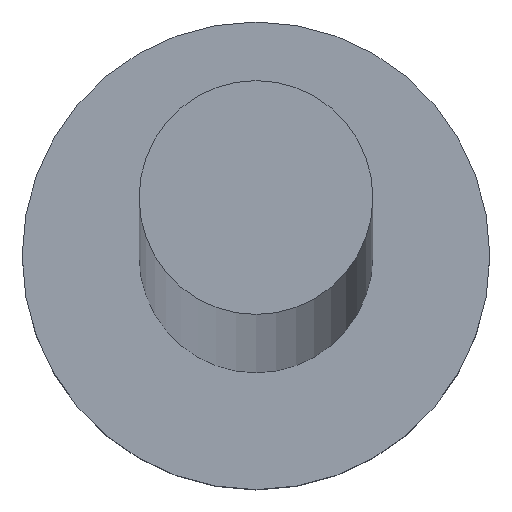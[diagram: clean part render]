
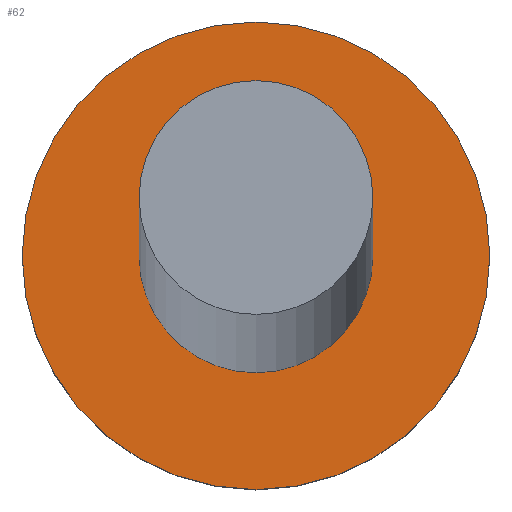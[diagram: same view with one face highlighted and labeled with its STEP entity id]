
A CAD part, top view. The second image highlights one B-rep face of the part: STEP entity #62.
In plain terms, the highlighted planar face has unit normal (0, 0, 1).
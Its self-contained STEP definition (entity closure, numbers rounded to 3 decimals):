
#3 = ORIENTED_EDGE ( 'NONE', *, *, #178, .F. ) ;
#5 = VERTEX_POINT ( 'NONE', #26 ) ;
#6 = EDGE_LOOP ( 'NONE', ( #239, #104 ) ) ;
#10 = DIRECTION ( 'NONE',  ( 1., 0., 0. ) ) ;
#26 = CARTESIAN_POINT ( 'NONE',  ( -1.75, 0., 3. ) ) ;
#30 = DIRECTION ( 'NONE',  ( 0., 0., 1. ) ) ;
#31 = CARTESIAN_POINT ( 'NONE',  ( 0., 0., 3. ) ) ;
#35 = CIRCLE ( 'NONE', #121, 1.75 ) ;
#41 = CIRCLE ( 'NONE', #74, 3.5 ) ;
#46 = EDGE_CURVE ( 'NONE', #154, #65, #41, .T. ) ;
#52 = DIRECTION ( 'NONE',  ( 0., 0., 1. ) ) ;
#57 = DIRECTION ( 'NONE',  ( 0., 0., 1. ) ) ;
#62 = ADVANCED_FACE ( 'NONE', ( #144, #223 ), #107, .T. ) ;
#65 = VERTEX_POINT ( 'NONE', #128 ) ;
#74 = AXIS2_PLACEMENT_3D ( 'NONE', #98, #225, #130 ) ;
#75 = DIRECTION ( 'NONE',  ( 1., 0., 0. ) ) ;
#77 = CARTESIAN_POINT ( 'NONE',  ( -3.5, 0., 3. ) ) ;
#89 = DIRECTION ( 'NONE',  ( 0., 0., 1. ) ) ;
#98 = CARTESIAN_POINT ( 'NONE',  ( 0., 0., 3. ) ) ;
#102 = EDGE_CURVE ( 'NONE', #65, #154, #235, .T. ) ;
#104 = ORIENTED_EDGE ( 'NONE', *, *, #102, .T. ) ;
#107 = PLANE ( 'NONE',  #213 ) ;
#121 = AXIS2_PLACEMENT_3D ( 'NONE', #149, #57, #229 ) ;
#123 = AXIS2_PLACEMENT_3D ( 'NONE', #184, #89, #75 ) ;
#128 = CARTESIAN_POINT ( 'NONE',  ( 3.5, 0., 3. ) ) ;
#130 = DIRECTION ( 'NONE',  ( 1., 0., 0. ) ) ;
#144 = FACE_BOUND ( 'NONE', #216, .T. ) ;
#145 = ORIENTED_EDGE ( 'NONE', *, *, #155, .F. ) ;
#148 = DIRECTION ( 'NONE',  ( 1., 0., 0. ) ) ;
#149 = CARTESIAN_POINT ( 'NONE',  ( 0., 0., 3. ) ) ;
#151 = CIRCLE ( 'NONE', #240, 1.75 ) ;
#154 = VERTEX_POINT ( 'NONE', #77 ) ;
#155 = EDGE_CURVE ( 'NONE', #238, #5, #35, .T. ) ;
#178 = EDGE_CURVE ( 'NONE', #5, #238, #151, .T. ) ;
#184 = CARTESIAN_POINT ( 'NONE',  ( 0., 0., 3. ) ) ;
#207 = CARTESIAN_POINT ( 'NONE',  ( 0., 0., 3. ) ) ;
#213 = AXIS2_PLACEMENT_3D ( 'NONE', #31, #52, #10 ) ;
#216 = EDGE_LOOP ( 'NONE', ( #3, #145 ) ) ;
#223 = FACE_OUTER_BOUND ( 'NONE', #6, .T. ) ;
#225 = DIRECTION ( 'NONE',  ( 0., 0., 1. ) ) ;
#227 = CARTESIAN_POINT ( 'NONE',  ( 1.75, 0., 3. ) ) ;
#229 = DIRECTION ( 'NONE',  ( 1., 0., 0. ) ) ;
#235 = CIRCLE ( 'NONE', #123, 3.5 ) ;
#238 = VERTEX_POINT ( 'NONE', #227 ) ;
#239 = ORIENTED_EDGE ( 'NONE', *, *, #46, .T. ) ;
#240 = AXIS2_PLACEMENT_3D ( 'NONE', #207, #30, #148 ) ;
